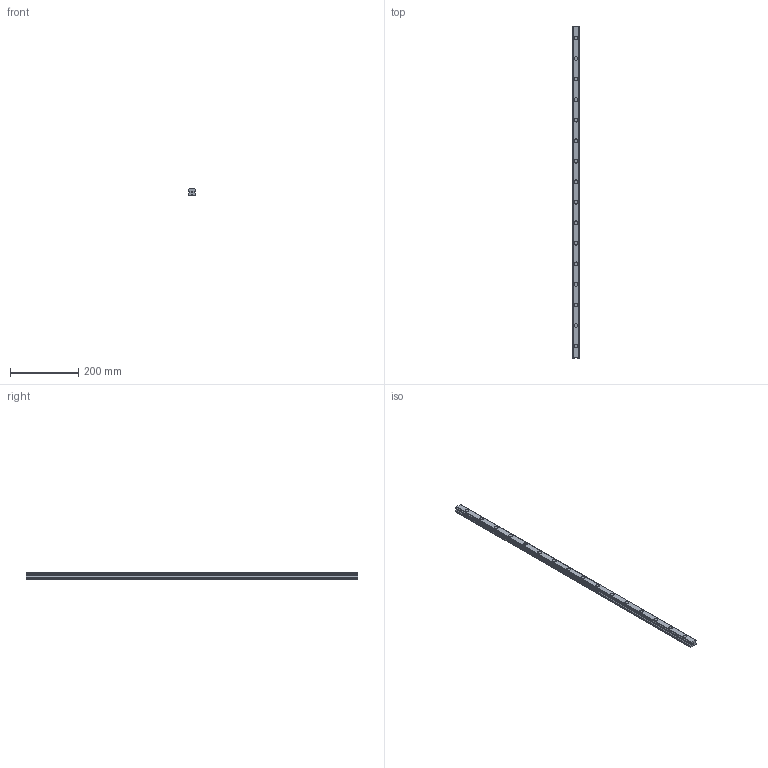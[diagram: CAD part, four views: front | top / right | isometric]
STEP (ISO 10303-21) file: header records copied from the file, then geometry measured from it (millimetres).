
FILE_DESCRIPTION(('STEP AP214'),'1');
FILE_NAME('cctmp_DE22FD27-E9DD-4BA8-AD01-924B69E49C1A_2021_02_10_08_37_43_0335..stp','2021-02-10T07:37:43',('HIWIN GmbH'),('CADClick - www.CADClick.com'),'Spatial InterOp 3D',' ','unknown authorization');
FILE_SCHEMA(('AUTOMOTIVE_DESIGN'));
Length unit declared in the file: millimetre
Products named in the file (1): EGR25R970C_FILE
Bounding box: 23 x 970 x 18 mm (x, y, z)
Volume: 333804.4 mm3; surface area: 90526.1 mm2
Topology: 1 solids, 1 shells, 297 faces, 777 edges, 518 vertices
Faces by surface type: plane 181, cylinder 116
Entity records: 11691 total; most frequent: DIRECTION 1733, CARTESIAN_POINT 1593, ORIENTED_EDGE 1554, EDGE_CURVE 777, AXIS2_PLACEMENT_3D 658, VERTEX_POINT 518, LINE 417, VECTOR 417
